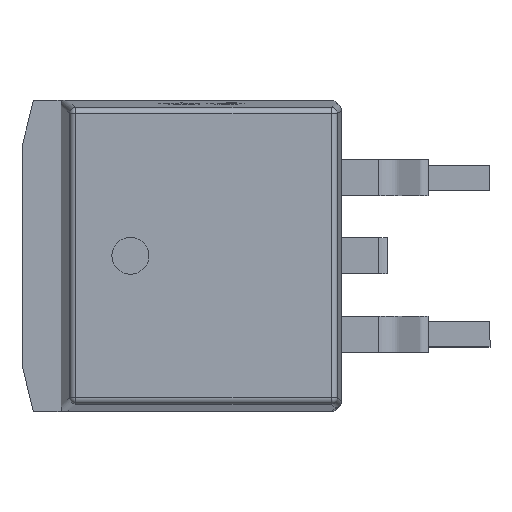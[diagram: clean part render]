
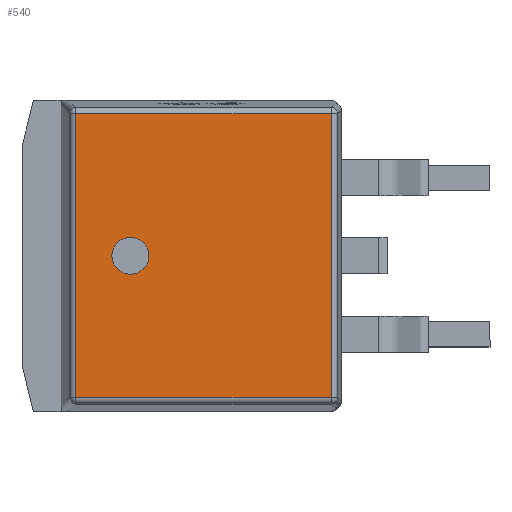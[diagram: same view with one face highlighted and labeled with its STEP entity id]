
A CAD part, top view. The second image highlights one B-rep face of the part: STEP entity #540.
In plain terms, the highlighted planar face has unit normal (0, 0, 1).
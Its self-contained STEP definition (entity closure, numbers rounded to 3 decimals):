
#540 = ADVANCED_FACE ( 'NONE', ( #8830, #1581 ), #13388, .T. ) ;
#544 = LINE ( 'NONE', #11027, #6594 ) ;
#747 = ORIENTED_EDGE ( 'NONE', *, *, #3276, .T. ) ;
#963 = EDGE_CURVE ( 'NONE', #14945, #12211, #13214, .T. ) ;
#1581 = FACE_BOUND ( 'NONE', #1806, .T. ) ;
#1806 = EDGE_LOOP ( 'NONE', ( #11050, #2462 ) ) ;
#2041 = LINE ( 'NONE', #14912, #4136 ) ;
#2462 = ORIENTED_EDGE ( 'NONE', *, *, #14651, .F. ) ;
#2555 = ORIENTED_EDGE ( 'NONE', *, *, #963, .T. ) ;
#2780 = CARTESIAN_POINT ( 'NONE',  ( -14.635, -7.025, 4.57 ) ) ;
#2860 = AXIS2_PLACEMENT_3D ( 'NONE', #14670, #4095, #7731 ) ;
#3276 = EDGE_CURVE ( 'NONE', #12211, #3757, #2041, .T. ) ;
#3757 = VERTEX_POINT ( 'NONE', #11301 ) ;
#3778 = CARTESIAN_POINT ( 'NONE',  ( -12.335, -11.039, 4.57 ) ) ;
#3787 = VERTEX_POINT ( 'NONE', #11539 ) ;
#4095 = DIRECTION ( 'NONE',  ( 0., 0., 1. ) ) ;
#4136 = VECTOR ( 'NONE', #6461, 1000. ) ;
#4416 = EDGE_LOOP ( 'NONE', ( #2555, #747, #5236, #12962 ) ) ;
#4600 = CIRCLE ( 'NONE', #6530, 0.6 ) ;
#5236 = ORIENTED_EDGE ( 'NONE', *, *, #5987, .T. ) ;
#5534 = DIRECTION ( 'NONE',  ( 0., 0., 1. ) ) ;
#5795 = CARTESIAN_POINT ( 'NONE',  ( -14.635, -6.425, 4.57 ) ) ;
#5981 = CARTESIAN_POINT ( 'NONE',  ( -12.335, -1.811, 4.57 ) ) ;
#5987 = EDGE_CURVE ( 'NONE', #3757, #3787, #14067, .T. ) ;
#6461 = DIRECTION ( 'NONE',  ( 0., 1., 0. ) ) ;
#6530 = AXIS2_PLACEMENT_3D ( 'NONE', #5795, #13863, #9246 ) ;
#6594 = VECTOR ( 'NONE', #12311, 1000. ) ;
#6663 = CARTESIAN_POINT ( 'NONE',  ( -12.335, -6.425, 4.57 ) ) ;
#7137 = DIRECTION ( 'NONE',  ( 1., 0., 0. ) ) ;
#7731 = DIRECTION ( 'NONE',  ( 0., 1., 0. ) ) ;
#8830 = FACE_OUTER_BOUND ( 'NONE', #4416, .T. ) ;
#8980 = EDGE_CURVE ( 'NONE', #3787, #14945, #544, .T. ) ;
#9246 = DIRECTION ( 'NONE',  ( 0., 1., 0. ) ) ;
#9449 = DIRECTION ( 'NONE',  ( -1., 0., 0. ) ) ;
#10752 = VERTEX_POINT ( 'NONE', #13856 ) ;
#11027 = CARTESIAN_POINT ( 'NONE',  ( -16.409, -6.425, 4.57 ) ) ;
#11050 = ORIENTED_EDGE ( 'NONE', *, *, #11888, .F. ) ;
#11264 = CARTESIAN_POINT ( 'NONE',  ( -8.114, -11.039, 4.57 ) ) ;
#11301 = CARTESIAN_POINT ( 'NONE',  ( -8.114, -1.811, 4.57 ) ) ;
#11539 = CARTESIAN_POINT ( 'NONE',  ( -16.409, -1.811, 4.57 ) ) ;
#11876 = CIRCLE ( 'NONE', #2860, 0.6 ) ;
#11888 = EDGE_CURVE ( 'NONE', #10752, #13935, #11876, .T. ) ;
#12061 = VECTOR ( 'NONE', #9449, 1000. ) ;
#12211 = VERTEX_POINT ( 'NONE', #11264 ) ;
#12311 = DIRECTION ( 'NONE',  ( 0., -1., 0. ) ) ;
#12693 = VECTOR ( 'NONE', #7137, 1000. ) ;
#12962 = ORIENTED_EDGE ( 'NONE', *, *, #8980, .T. ) ;
#13214 = LINE ( 'NONE', #3778, #12693 ) ;
#13388 = PLANE ( 'NONE',  #13881 ) ;
#13540 = DIRECTION ( 'NONE',  ( 0., 1., 0. ) ) ;
#13856 = CARTESIAN_POINT ( 'NONE',  ( -14.635, -5.825, 4.57 ) ) ;
#13863 = DIRECTION ( 'NONE',  ( 0., 0., 1. ) ) ;
#13881 = AXIS2_PLACEMENT_3D ( 'NONE', #6663, #5534, #13540 ) ;
#13935 = VERTEX_POINT ( 'NONE', #2780 ) ;
#14067 = LINE ( 'NONE', #5981, #12061 ) ;
#14073 = CARTESIAN_POINT ( 'NONE',  ( -16.409, -11.039, 4.57 ) ) ;
#14651 = EDGE_CURVE ( 'NONE', #13935, #10752, #4600, .T. ) ;
#14670 = CARTESIAN_POINT ( 'NONE',  ( -14.635, -6.425, 4.57 ) ) ;
#14912 = CARTESIAN_POINT ( 'NONE',  ( -8.114, -6.425, 4.57 ) ) ;
#14945 = VERTEX_POINT ( 'NONE', #14073 ) ;
